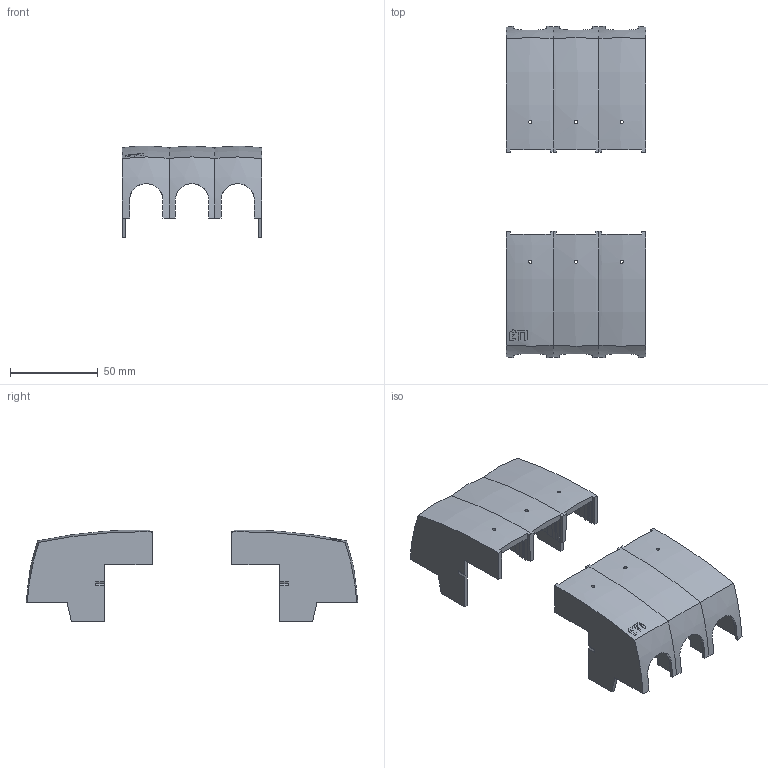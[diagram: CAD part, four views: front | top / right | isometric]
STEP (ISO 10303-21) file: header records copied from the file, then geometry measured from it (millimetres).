
FILE_DESCRIPTION((''),'2;1');
FILE_NAME('004661428_ASM','2021-09-20T',('marketing.praksa'),('Audax d.o.o.'),'CREO PARAMETRIC BY PTC INC, 2017480','CREO PARAMETRIC BY PTC INC, 2017480','');
FILE_SCHEMA(('AUTOMOTIVE_DESIGN { 1 0 10303 214 1 1 1 1 }'));
Length unit declared in the file: millimetre
Products named in the file (4): CAR_DENS-117; CAR_DENS-118; PRT9564; 004661428_ASM
Assembly tree (3 placements, depth 2):
  004661428_ASM
    CAR_DENS-117
    CAR_DENS-118
    PRT9564
Bounding box: 79.6 x 188.54 x 52.3 mm (x, y, z)
Volume: 56723 mm3; surface area: 61449.2 mm2
Topology: 5 solids, 5 shells, 349 faces, 1125 edges, 789 vertices
Faces by surface type: plane 247, cylinder 72, torus 18, bspline 12
Entity records: 19643 total; most frequent: CARTESIAN_POINT 3972, ORIENTED_EDGE 2250, DIRECTION 1628, PRESENTATION_STYLE_ASSIGNMENT 1479, STYLED_ITEM 1479, CURVE_STYLE 1125, EDGE_CURVE 1125, VERTEX_POINT 789
